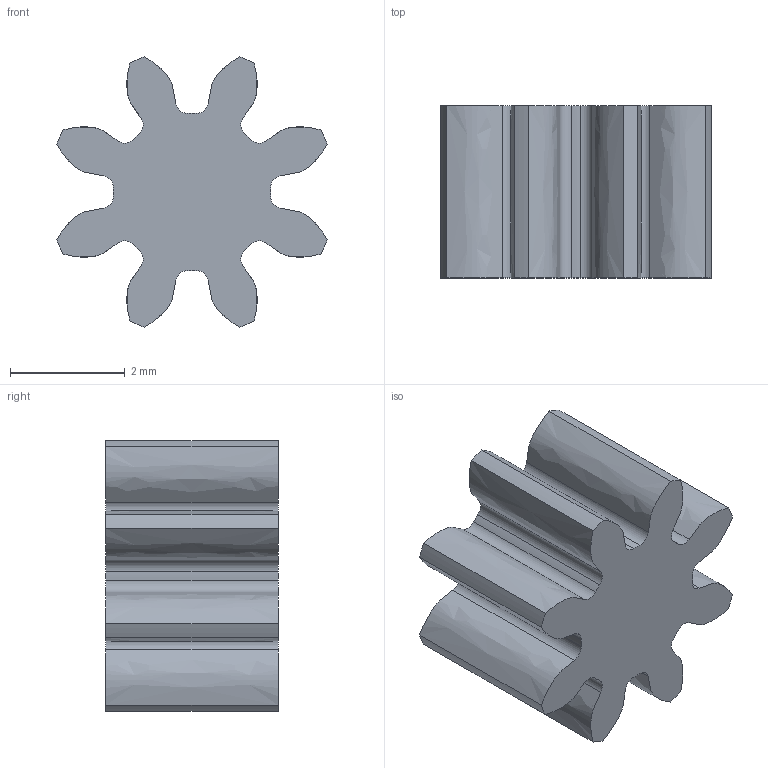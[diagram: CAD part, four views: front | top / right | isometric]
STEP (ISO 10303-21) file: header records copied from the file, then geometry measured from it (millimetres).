
FILE_DESCRIPTION(/* description */ ('STEP AP242','CAx-IF Rec.Pracs.---Representation and Presentation of Product Manufacturing Information (PMI)---4.0---2014-10-13','CAx-IF Rec.Pracs.---3D Tessellated Geometry---0.4---2014-09-14','2;1'),/* implementation_level */ '2;1');
FILE_NAME(/* name */ '6710e03ccdfba93a77f52e95',/* time_stamp */ '2024-10-17T10:00:29Z',/* author */ (''),/* organization */ (''),/* preprocessor_version */ 'ST-DEVELOPER v20',/* originating_system */ ' ',/* authorisation */ ' ');
FILE_SCHEMA (('AP242_MANAGED_MODEL_BASED_3D_ENGINEERING_MIM_LF { 1 0 10303 442 1 1 4 }'));
Length unit declared in the file: metre
Products named in the file (1): Spur gear (8 teeth)
Bounding box: 4.72 x 3 x 4.72 mm (x, y, z)
Volume: 35.8 mm3; surface area: 97.7 mm2
Topology: 1 solids, 1 shells, 50 faces, 144 edges, 96 vertices
Faces by surface type: cylinder 32, bspline 16, plane 2
Entity records: 3358 total; most frequent: CARTESIAN_POINT 2067, ORIENTED_EDGE 288, DIRECTION 246, EDGE_CURVE 144, AXIS2_PLACEMENT_3D 99, VERTEX_POINT 96, CIRCLE 64, EDGE_LOOP 50
